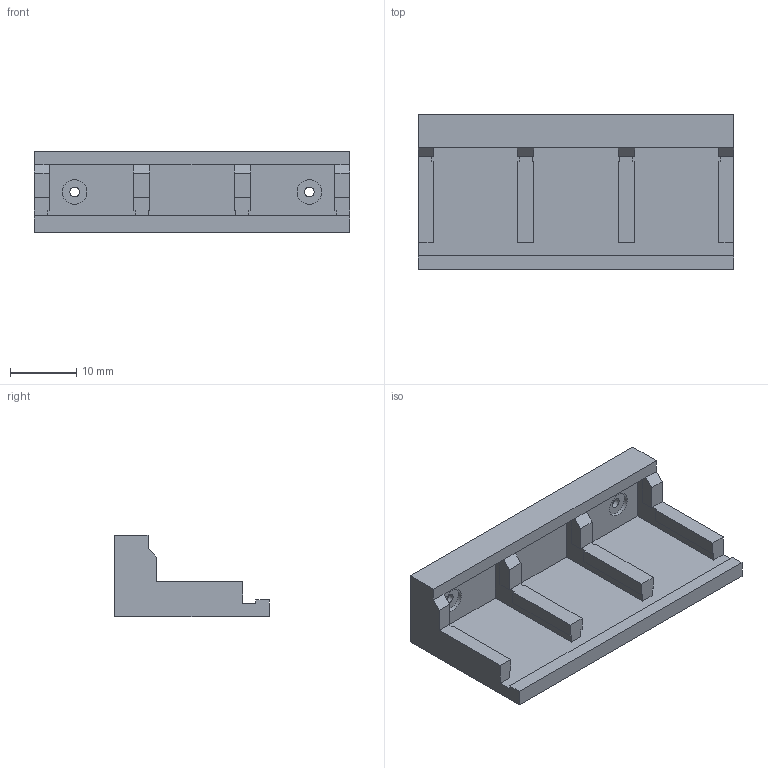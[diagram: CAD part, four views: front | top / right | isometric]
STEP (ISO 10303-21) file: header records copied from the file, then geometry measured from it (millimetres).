
FILE_DESCRIPTION(/* description */ (''),/* implementation_level */ '2;1');
FILE_NAME(/* name */ 'WAGO_221-412_3x2-mount v7.step',/* time_stamp */ '2020-12-10T17:19:32+01:00',/* author */ (''),/* organization */ (''),/* preprocessor_version */ 'ST-DEVELOPER v18.1',/* originating_system */ 'Autodesk Translation Framework v9.7.1.1290',/* authorisation */ '');
FILE_SCHEMA (('AUTOMOTIVE_DESIGN { 1 0 10303 214 3 1 1 }'));
Length unit declared in the file: millimetre
Products named in the file (1): WAGO_221-412_3x2-mount
Bounding box: 47.45 x 23.25 x 12.2 mm (x, y, z)
Volume: 4315.5 mm3; surface area: 4436.8 mm2
Topology: 1 solids, 1 shells, 90 faces, 240 edges, 156 vertices
Faces by surface type: plane 86, cylinder 4
Full cylindrical faces by diameter (mm): 1.471 x2, 3.7 x2
Entity records: 2858 total; most frequent: CARTESIAN_POINT 487, ORIENTED_EDGE 480, DIRECTION 430, EDGE_CURVE 240, LINE 232, VECTOR 232, VERTEX_POINT 156, AXIS2_PLACEMENT_3D 99
